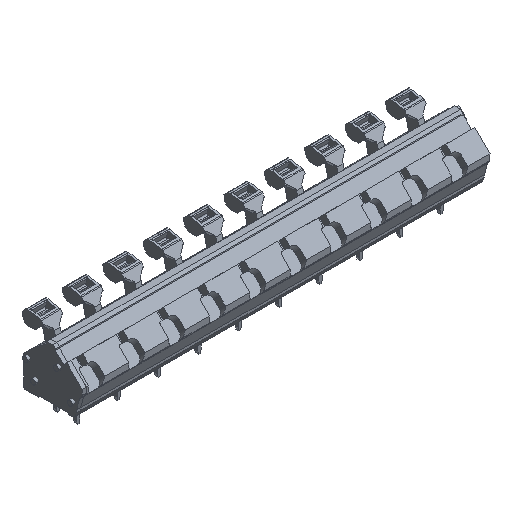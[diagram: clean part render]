
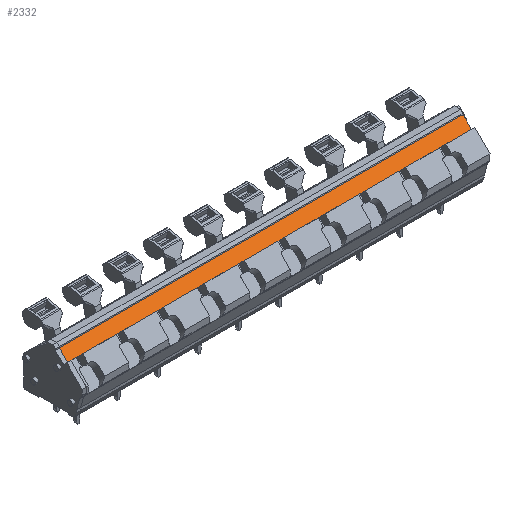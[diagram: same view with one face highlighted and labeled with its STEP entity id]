
A CAD part, isometric view. The second image highlights one B-rep face of the part: STEP entity #2332.
In plain terms, the highlighted planar face has unit normal (0, -0.707, 0.707).
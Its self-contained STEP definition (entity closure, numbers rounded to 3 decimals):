
#2152=AXIS2_PLACEMENT_3D('Plane Axis2P3D',#2149,#2150,#2151) ;
#252=CARTESIAN_POINT('Vertex',(1.7,4.588,13.954)) ;
#255=CARTESIAN_POINT('Line Origine',(1.7,5.637,15.003)) ;
#259=CARTESIAN_POINT('Vertex',(1.7,6.686,16.052)) ;
#2133=CARTESIAN_POINT('Vertex',(2.93,4.588,13.954)) ;
#2136=CARTESIAN_POINT('Line Origine',(2.315,4.588,13.954)) ;
#2149=CARTESIAN_POINT('Axis2P3D Location',(6.7,6.686,16.052)) ;
#2154=CARTESIAN_POINT('Line Origine',(3.774,4.588,13.954)) ;
#2158=CARTESIAN_POINT('Vertex',(4.617,4.588,13.954)) ;
#2161=CARTESIAN_POINT('Line Origine',(8.774,4.588,13.954)) ;
#2165=CARTESIAN_POINT('Vertex',(12.93,4.588,13.954)) ;
#2168=CARTESIAN_POINT('Line Origine',(13.774,4.588,13.954)) ;
#2172=CARTESIAN_POINT('Vertex',(14.617,4.588,13.954)) ;
#2175=CARTESIAN_POINT('Line Origine',(18.774,4.588,13.954)) ;
#2179=CARTESIAN_POINT('Vertex',(22.93,4.588,13.954)) ;
#2182=CARTESIAN_POINT('Line Origine',(23.774,4.588,13.954)) ;
#2186=CARTESIAN_POINT('Vertex',(24.617,4.588,13.954)) ;
#2189=CARTESIAN_POINT('Line Origine',(28.774,4.588,13.954)) ;
#2193=CARTESIAN_POINT('Vertex',(32.93,4.588,13.954)) ;
#2196=CARTESIAN_POINT('Line Origine',(33.774,4.588,13.954)) ;
#2200=CARTESIAN_POINT('Vertex',(34.617,4.588,13.954)) ;
#2203=CARTESIAN_POINT('Line Origine',(38.774,4.588,13.954)) ;
#2207=CARTESIAN_POINT('Vertex',(42.93,4.588,13.954)) ;
#2210=CARTESIAN_POINT('Line Origine',(43.774,4.588,13.954)) ;
#2214=CARTESIAN_POINT('Vertex',(44.617,4.588,13.954)) ;
#2217=CARTESIAN_POINT('Line Origine',(48.774,4.588,13.954)) ;
#2221=CARTESIAN_POINT('Vertex',(52.93,4.588,13.954)) ;
#2224=CARTESIAN_POINT('Line Origine',(53.774,4.588,13.954)) ;
#2228=CARTESIAN_POINT('Vertex',(54.617,4.588,13.954)) ;
#2231=CARTESIAN_POINT('Line Origine',(58.774,4.588,13.954)) ;
#2235=CARTESIAN_POINT('Vertex',(62.93,4.588,13.954)) ;
#2238=CARTESIAN_POINT('Line Origine',(63.774,4.588,13.954)) ;
#2242=CARTESIAN_POINT('Vertex',(64.617,4.588,13.954)) ;
#2245=CARTESIAN_POINT('Line Origine',(68.774,4.588,13.954)) ;
#2249=CARTESIAN_POINT('Vertex',(72.93,4.588,13.954)) ;
#2252=CARTESIAN_POINT('Line Origine',(73.774,4.588,13.954)) ;
#2256=CARTESIAN_POINT('Vertex',(74.617,4.588,13.954)) ;
#2259=CARTESIAN_POINT('Line Origine',(78.774,4.588,13.954)) ;
#2263=CARTESIAN_POINT('Vertex',(82.93,4.588,13.954)) ;
#2266=CARTESIAN_POINT('Line Origine',(83.774,4.588,13.954)) ;
#2270=CARTESIAN_POINT('Vertex',(84.617,4.588,13.954)) ;
#2273=CARTESIAN_POINT('Line Origine',(88.774,4.588,13.954)) ;
#2277=CARTESIAN_POINT('Vertex',(92.93,4.588,13.954)) ;
#2280=CARTESIAN_POINT('Line Origine',(93.774,4.588,13.954)) ;
#2284=CARTESIAN_POINT('Vertex',(94.617,4.588,13.954)) ;
#2287=CARTESIAN_POINT('Line Origine',(98.159,4.588,13.954)) ;
#2291=CARTESIAN_POINT('Vertex',(101.7,4.588,13.954)) ;
#2294=CARTESIAN_POINT('Line Origine',(101.7,5.637,15.003)) ;
#2298=CARTESIAN_POINT('Vertex',(101.7,6.686,16.052)) ;
#2301=CARTESIAN_POINT('Line Origine',(51.7,6.686,16.052)) ;
#256=DIRECTION('Vector Direction',(0.,-0.707,-0.707)) ;
#2137=DIRECTION('Vector Direction',(-1.,0.,0.)) ;
#2150=DIRECTION('Axis2P3D Direction',(0.,0.707,-0.707)) ;
#2151=DIRECTION('Axis2P3D XDirection',(0.,-0.707,-0.707)) ;
#2155=DIRECTION('Vector Direction',(-1.,0.,0.)) ;
#2162=DIRECTION('Vector Direction',(-1.,0.,0.)) ;
#2169=DIRECTION('Vector Direction',(-1.,0.,0.)) ;
#2176=DIRECTION('Vector Direction',(-1.,0.,0.)) ;
#2183=DIRECTION('Vector Direction',(-1.,0.,0.)) ;
#2190=DIRECTION('Vector Direction',(-1.,0.,0.)) ;
#2197=DIRECTION('Vector Direction',(-1.,0.,0.)) ;
#2204=DIRECTION('Vector Direction',(-1.,0.,0.)) ;
#2211=DIRECTION('Vector Direction',(-1.,0.,0.)) ;
#2218=DIRECTION('Vector Direction',(-1.,0.,0.)) ;
#2225=DIRECTION('Vector Direction',(-1.,0.,0.)) ;
#2232=DIRECTION('Vector Direction',(-1.,0.,0.)) ;
#2239=DIRECTION('Vector Direction',(-1.,0.,0.)) ;
#2246=DIRECTION('Vector Direction',(-1.,0.,0.)) ;
#2253=DIRECTION('Vector Direction',(-1.,0.,0.)) ;
#2260=DIRECTION('Vector Direction',(-1.,0.,0.)) ;
#2267=DIRECTION('Vector Direction',(-1.,0.,0.)) ;
#2274=DIRECTION('Vector Direction',(-1.,0.,0.)) ;
#2281=DIRECTION('Vector Direction',(-1.,0.,0.)) ;
#2288=DIRECTION('Vector Direction',(-1.,0.,0.)) ;
#2295=DIRECTION('Vector Direction',(0.,-0.707,-0.707)) ;
#2302=DIRECTION('Vector Direction',(-1.,0.,0.)) ;
#257=VECTOR('Line Direction',#256,1.) ;
#2138=VECTOR('Line Direction',#2137,1.) ;
#2156=VECTOR('Line Direction',#2155,1.) ;
#2163=VECTOR('Line Direction',#2162,1.) ;
#2170=VECTOR('Line Direction',#2169,1.) ;
#2177=VECTOR('Line Direction',#2176,1.) ;
#2184=VECTOR('Line Direction',#2183,1.) ;
#2191=VECTOR('Line Direction',#2190,1.) ;
#2198=VECTOR('Line Direction',#2197,1.) ;
#2205=VECTOR('Line Direction',#2204,1.) ;
#2212=VECTOR('Line Direction',#2211,1.) ;
#2219=VECTOR('Line Direction',#2218,1.) ;
#2226=VECTOR('Line Direction',#2225,1.) ;
#2233=VECTOR('Line Direction',#2232,1.) ;
#2240=VECTOR('Line Direction',#2239,1.) ;
#2247=VECTOR('Line Direction',#2246,1.) ;
#2254=VECTOR('Line Direction',#2253,1.) ;
#2261=VECTOR('Line Direction',#2260,1.) ;
#2268=VECTOR('Line Direction',#2267,1.) ;
#2275=VECTOR('Line Direction',#2274,1.) ;
#2282=VECTOR('Line Direction',#2281,1.) ;
#2289=VECTOR('Line Direction',#2288,1.) ;
#2296=VECTOR('Line Direction',#2295,1.) ;
#2303=VECTOR('Line Direction',#2302,1.) ;
#2307=ORIENTED_EDGE('',*,*,#2140,.F.) ;
#2308=ORIENTED_EDGE('',*,*,#2160,.F.) ;
#2309=ORIENTED_EDGE('',*,*,#2167,.F.) ;
#2310=ORIENTED_EDGE('',*,*,#2174,.F.) ;
#2311=ORIENTED_EDGE('',*,*,#2181,.F.) ;
#2312=ORIENTED_EDGE('',*,*,#2188,.F.) ;
#2313=ORIENTED_EDGE('',*,*,#2195,.F.) ;
#2314=ORIENTED_EDGE('',*,*,#2202,.F.) ;
#2315=ORIENTED_EDGE('',*,*,#2209,.F.) ;
#2316=ORIENTED_EDGE('',*,*,#2216,.F.) ;
#2317=ORIENTED_EDGE('',*,*,#2223,.F.) ;
#2318=ORIENTED_EDGE('',*,*,#2230,.F.) ;
#2319=ORIENTED_EDGE('',*,*,#2237,.F.) ;
#2320=ORIENTED_EDGE('',*,*,#2244,.F.) ;
#2321=ORIENTED_EDGE('',*,*,#2251,.F.) ;
#2322=ORIENTED_EDGE('',*,*,#2258,.F.) ;
#2323=ORIENTED_EDGE('',*,*,#2265,.F.) ;
#2324=ORIENTED_EDGE('',*,*,#2272,.F.) ;
#2325=ORIENTED_EDGE('',*,*,#2279,.F.) ;
#2326=ORIENTED_EDGE('',*,*,#2286,.F.) ;
#2327=ORIENTED_EDGE('',*,*,#2293,.F.) ;
#2328=ORIENTED_EDGE('',*,*,#2300,.T.) ;
#2329=ORIENTED_EDGE('',*,*,#2305,.T.) ;
#2330=ORIENTED_EDGE('',*,*,#261,.F.) ;
#2332=ADVANCED_FACE('Housing\\LMZF500-housing',(#2331),#2153,.F.) ;
#261=EDGE_CURVE('',#253,#260,#258,.F.) ;
#2140=EDGE_CURVE('',#2134,#253,#2139,.T.) ;
#2160=EDGE_CURVE('',#2159,#2134,#2157,.T.) ;
#2167=EDGE_CURVE('',#2166,#2159,#2164,.T.) ;
#2174=EDGE_CURVE('',#2173,#2166,#2171,.T.) ;
#2181=EDGE_CURVE('',#2180,#2173,#2178,.T.) ;
#2188=EDGE_CURVE('',#2187,#2180,#2185,.T.) ;
#2195=EDGE_CURVE('',#2194,#2187,#2192,.T.) ;
#2202=EDGE_CURVE('',#2201,#2194,#2199,.T.) ;
#2209=EDGE_CURVE('',#2208,#2201,#2206,.T.) ;
#2216=EDGE_CURVE('',#2215,#2208,#2213,.T.) ;
#2223=EDGE_CURVE('',#2222,#2215,#2220,.T.) ;
#2230=EDGE_CURVE('',#2229,#2222,#2227,.T.) ;
#2237=EDGE_CURVE('',#2236,#2229,#2234,.T.) ;
#2244=EDGE_CURVE('',#2243,#2236,#2241,.T.) ;
#2251=EDGE_CURVE('',#2250,#2243,#2248,.T.) ;
#2258=EDGE_CURVE('',#2257,#2250,#2255,.T.) ;
#2265=EDGE_CURVE('',#2264,#2257,#2262,.T.) ;
#2272=EDGE_CURVE('',#2271,#2264,#2269,.T.) ;
#2279=EDGE_CURVE('',#2278,#2271,#2276,.T.) ;
#2286=EDGE_CURVE('',#2285,#2278,#2283,.T.) ;
#2293=EDGE_CURVE('',#2292,#2285,#2290,.T.) ;
#2300=EDGE_CURVE('',#2292,#2299,#2297,.F.) ;
#2305=EDGE_CURVE('',#2299,#260,#2304,.T.) ;
#2306=EDGE_LOOP('',(#2307,#2308,#2309,#2310,#2311,#2312,#2313,#2314,#2315,#2316,#2317,#2318,#2319,#2320,#2321,#2322,#2323,#2324,#2325,#2326,#2327,#2328,#2329,#2330)) ;
#2331=FACE_OUTER_BOUND('',#2306,.T.) ;
#258=LINE('Line',#255,#257) ;
#2139=LINE('Line',#2136,#2138) ;
#2157=LINE('Line',#2154,#2156) ;
#2164=LINE('Line',#2161,#2163) ;
#2171=LINE('Line',#2168,#2170) ;
#2178=LINE('Line',#2175,#2177) ;
#2185=LINE('Line',#2182,#2184) ;
#2192=LINE('Line',#2189,#2191) ;
#2199=LINE('Line',#2196,#2198) ;
#2206=LINE('Line',#2203,#2205) ;
#2213=LINE('Line',#2210,#2212) ;
#2220=LINE('Line',#2217,#2219) ;
#2227=LINE('Line',#2224,#2226) ;
#2234=LINE('Line',#2231,#2233) ;
#2241=LINE('Line',#2238,#2240) ;
#2248=LINE('Line',#2245,#2247) ;
#2255=LINE('Line',#2252,#2254) ;
#2262=LINE('Line',#2259,#2261) ;
#2269=LINE('Line',#2266,#2268) ;
#2276=LINE('Line',#2273,#2275) ;
#2283=LINE('Line',#2280,#2282) ;
#2290=LINE('Line',#2287,#2289) ;
#2297=LINE('Line',#2294,#2296) ;
#2304=LINE('Line',#2301,#2303) ;
#2153=PLANE('',#2152) ;
#253=VERTEX_POINT('',#252) ;
#260=VERTEX_POINT('',#259) ;
#2134=VERTEX_POINT('',#2133) ;
#2159=VERTEX_POINT('',#2158) ;
#2166=VERTEX_POINT('',#2165) ;
#2173=VERTEX_POINT('',#2172) ;
#2180=VERTEX_POINT('',#2179) ;
#2187=VERTEX_POINT('',#2186) ;
#2194=VERTEX_POINT('',#2193) ;
#2201=VERTEX_POINT('',#2200) ;
#2208=VERTEX_POINT('',#2207) ;
#2215=VERTEX_POINT('',#2214) ;
#2222=VERTEX_POINT('',#2221) ;
#2229=VERTEX_POINT('',#2228) ;
#2236=VERTEX_POINT('',#2235) ;
#2243=VERTEX_POINT('',#2242) ;
#2250=VERTEX_POINT('',#2249) ;
#2257=VERTEX_POINT('',#2256) ;
#2264=VERTEX_POINT('',#2263) ;
#2271=VERTEX_POINT('',#2270) ;
#2278=VERTEX_POINT('',#2277) ;
#2285=VERTEX_POINT('',#2284) ;
#2292=VERTEX_POINT('',#2291) ;
#2299=VERTEX_POINT('',#2298) ;
